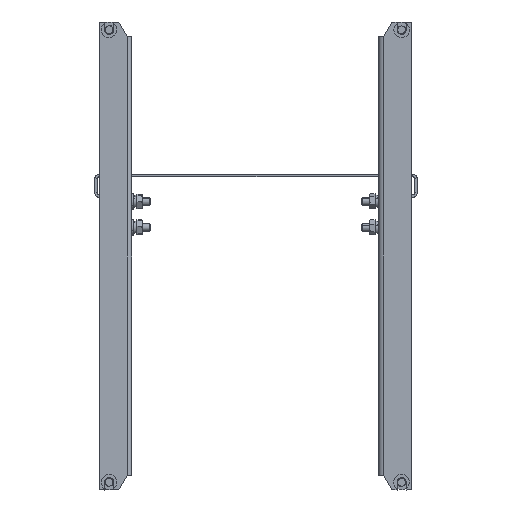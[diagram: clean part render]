
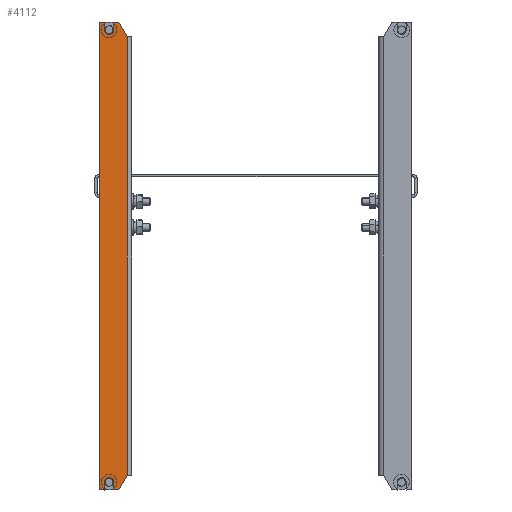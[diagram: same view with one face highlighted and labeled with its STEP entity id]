
A CAD part, left-side view. The second image highlights one B-rep face of the part: STEP entity #4112.
In plain terms, the highlighted face is planar.
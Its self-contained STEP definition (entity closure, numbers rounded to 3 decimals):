
#185 = VECTOR ( 'NONE', #573, 1000. ) ;
#220 = CARTESIAN_POINT ( 'NONE',  ( -174., 1.5, -2. ) ) ;
#271 = DIRECTION ( 'NONE',  ( 1., 0., 0. ) ) ;
#305 = EDGE_CURVE ( 'NONE', #1933, #1806, #2065, .T. ) ;
#366 = VECTOR ( 'NONE', #4653, 1000. ) ;
#410 = DIRECTION ( 'NONE',  ( -1., 0., 0. ) ) ;
#487 = VECTOR ( 'NONE', #3226, 1000. ) ;
#520 = CARTESIAN_POINT ( 'NONE',  ( 0., 1.5, -2. ) ) ;
#550 = PLANE ( 'NONE',  #2877 ) ;
#573 = DIRECTION ( 'NONE',  ( -0.866, 0.5, 0. ) ) ;
#605 = EDGE_CURVE ( 'NONE', #2490, #1217, #1182, .T. ) ;
#623 = VERTEX_POINT ( 'NONE', #9493 ) ;
#635 = VERTEX_POINT ( 'NONE', #2698 ) ;
#638 = CARTESIAN_POINT ( 'NONE',  ( 180., 8.5, -2. ) ) ;
#779 = DIRECTION ( 'NONE',  ( 0., -1., 0. ) ) ;
#829 = LINE ( 'NONE', #3919, #4266 ) ;
#869 = CARTESIAN_POINT ( 'NONE',  ( 174., 8.5, -2. ) ) ;
#972 = ORIENTED_EDGE ( 'NONE', *, *, #5483, .F. ) ;
#1182 = LINE ( 'NONE', #7965, #6770 ) ;
#1217 = VERTEX_POINT ( 'NONE', #3684 ) ;
#1239 = CARTESIAN_POINT ( 'NONE',  ( -170.5, 5., -2. ) ) ;
#1264 = ORIENTED_EDGE ( 'NONE', *, *, #2276, .T. ) ;
#1318 = EDGE_CURVE ( 'NONE', #1806, #5179, #2205, .T. ) ;
#1443 = CARTESIAN_POINT ( 'NONE',  ( -180., -2.5, -2. ) ) ;
#1476 = EDGE_CURVE ( 'NONE', #8182, #3661, #1491, .T. ) ;
#1491 = LINE ( 'NONE', #1443, #185 ) ;
#1645 = CARTESIAN_POINT ( 'NONE',  ( -168.75, -9., -2. ) ) ;
#1661 = LINE ( 'NONE', #8402, #366 ) ;
#1673 = EDGE_CURVE ( 'NONE', #3661, #6464, #6853, .T. ) ;
#1711 = ORIENTED_EDGE ( 'NONE', *, *, #305, .T. ) ;
#1806 = VERTEX_POINT ( 'NONE', #9396 ) ;
#1933 = VERTEX_POINT ( 'NONE', #1239 ) ;
#1972 = ORIENTED_EDGE ( 'NONE', *, *, #6367, .T. ) ;
#2065 = CIRCLE ( 'NONE', #5344, 3.5 ) ;
#2125 = CARTESIAN_POINT ( 'NONE',  ( 168.75, -9., -2. ) ) ;
#2205 = LINE ( 'NONE', #2349, #5051 ) ;
#2276 = EDGE_CURVE ( 'NONE', #6477, #9185, #3274, .T. ) ;
#2349 = CARTESIAN_POINT ( 'NONE',  ( 0., 8.5, -2. ) ) ;
#2415 = VECTOR ( 'NONE', #3847, 1000. ) ;
#2453 = CARTESIAN_POINT ( 'NONE',  ( 182., 8.5, -2. ) ) ;
#2490 = VERTEX_POINT ( 'NONE', #3621 ) ;
#2534 = ORIENTED_EDGE ( 'NONE', *, *, #9164, .T. ) ;
#2696 = CARTESIAN_POINT ( 'NONE',  ( 180., -2.5, -2. ) ) ;
#2698 = CARTESIAN_POINT ( 'NONE',  ( 168.75, -9., -2. ) ) ;
#2786 = AXIS2_PLACEMENT_3D ( 'NONE', #4640, #6820, #271 ) ;
#2877 = AXIS2_PLACEMENT_3D ( 'NONE', #3486, #4322, #8164 ) ;
#2932 = EDGE_CURVE ( 'NONE', #6464, #7108, #6418, .T. ) ;
#3026 = VECTOR ( 'NONE', #7256, 1000. ) ;
#3226 = DIRECTION ( 'NONE',  ( 0., -1., 0. ) ) ;
#3274 = LINE ( 'NONE', #2453, #8230 ) ;
#3303 = ORIENTED_EDGE ( 'NONE', *, *, #4264, .T. ) ;
#3485 = DIRECTION ( 'NONE',  ( -1., 0., 0. ) ) ;
#3486 = CARTESIAN_POINT ( 'NONE',  ( 0., 0., -2. ) ) ;
#3621 = CARTESIAN_POINT ( 'NONE',  ( 174., 1.5, -2. ) ) ;
#3661 = VERTEX_POINT ( 'NONE', #9551 ) ;
#3684 = CARTESIAN_POINT ( 'NONE',  ( 180., 1.5, -2. ) ) ;
#3847 = DIRECTION ( 'NONE',  ( 0., 1., 0. ) ) ;
#3874 = ORIENTED_EDGE ( 'NONE', *, *, #7381, .T. ) ;
#3882 = DIRECTION ( 'NONE',  ( 1., 0., 0. ) ) ;
#3919 = CARTESIAN_POINT ( 'NONE',  ( -180., 12.5, -2. ) ) ;
#3928 = VECTOR ( 'NONE', #3485, 1000. ) ;
#3964 = LINE ( 'NONE', #6980, #487 ) ;
#4112 = ADVANCED_FACE ( 'NONE', ( #5108 ), #550, .F. ) ;
#4161 = CARTESIAN_POINT ( 'NONE',  ( -180., 12.5, -2. ) ) ;
#4164 = DIRECTION ( 'NONE',  ( 1., 0., 0. ) ) ;
#4207 = EDGE_LOOP ( 'NONE', ( #1264, #9263, #4391, #7503, #3303, #1972, #5249, #8443, #6861, #2534, #1711, #7880, #3874, #972, #8454 ) ) ;
#4250 = EDGE_CURVE ( 'NONE', #623, #6477, #6086, .T. ) ;
#4264 = EDGE_CURVE ( 'NONE', #6406, #635, #1661, .T. ) ;
#4266 = VECTOR ( 'NONE', #6190, 1000. ) ;
#4322 = DIRECTION ( 'NONE',  ( 0., 0., 1. ) ) ;
#4354 = CIRCLE ( 'NONE', #2786, 3.5 ) ;
#4391 = ORIENTED_EDGE ( 'NONE', *, *, #605, .T. ) ;
#4640 = CARTESIAN_POINT ( 'NONE',  ( -174., 5., -2. ) ) ;
#4653 = DIRECTION ( 'NONE',  ( -0.866, -0.5, 0. ) ) ;
#5051 = VECTOR ( 'NONE', #8133, 1000. ) ;
#5108 = FACE_OUTER_BOUND ( 'NONE', #4207, .T. ) ;
#5153 = LINE ( 'NONE', #2125, #3928 ) ;
#5179 = VERTEX_POINT ( 'NONE', #6894 ) ;
#5249 = ORIENTED_EDGE ( 'NONE', *, *, #1476, .T. ) ;
#5344 = AXIS2_PLACEMENT_3D ( 'NONE', #5450, #7525, #3882 ) ;
#5450 = CARTESIAN_POINT ( 'NONE',  ( -174., 5., -2. ) ) ;
#5483 = EDGE_CURVE ( 'NONE', #623, #6364, #5670, .T. ) ;
#5533 = VECTOR ( 'NONE', #779, 1000. ) ;
#5611 = DIRECTION ( 'NONE',  ( 0., 0., 1. ) ) ;
#5670 = LINE ( 'NONE', #8683, #6681 ) ;
#6086 = LINE ( 'NONE', #6879, #5533 ) ;
#6190 = DIRECTION ( 'NONE',  ( 0., 1., 0. ) ) ;
#6364 = VERTEX_POINT ( 'NONE', #4161 ) ;
#6367 = EDGE_CURVE ( 'NONE', #635, #8182, #5153, .T. ) ;
#6406 = VERTEX_POINT ( 'NONE', #2696 ) ;
#6418 = LINE ( 'NONE', #520, #3026 ) ;
#6464 = VERTEX_POINT ( 'NONE', #7223 ) ;
#6477 = VERTEX_POINT ( 'NONE', #638 ) ;
#6681 = VECTOR ( 'NONE', #7948, 1000. ) ;
#6712 = CIRCLE ( 'NONE', #8124, 3.5 ) ;
#6718 = EDGE_CURVE ( 'NONE', #1217, #6406, #3964, .T. ) ;
#6770 = VECTOR ( 'NONE', #4164, 1000. ) ;
#6820 = DIRECTION ( 'NONE',  ( 0., 0., 1. ) ) ;
#6853 = LINE ( 'NONE', #7587, #2415 ) ;
#6861 = ORIENTED_EDGE ( 'NONE', *, *, #2932, .T. ) ;
#6879 = CARTESIAN_POINT ( 'NONE',  ( 180., 12.5, -2. ) ) ;
#6894 = CARTESIAN_POINT ( 'NONE',  ( -180., 8.5, -2. ) ) ;
#6980 = CARTESIAN_POINT ( 'NONE',  ( 180., 12.5, -2. ) ) ;
#7070 = DIRECTION ( 'NONE',  ( -1., 0., 0. ) ) ;
#7108 = VERTEX_POINT ( 'NONE', #220 ) ;
#7223 = CARTESIAN_POINT ( 'NONE',  ( -180., 1.5, -2. ) ) ;
#7256 = DIRECTION ( 'NONE',  ( 1., 0., 0. ) ) ;
#7381 = EDGE_CURVE ( 'NONE', #5179, #6364, #829, .T. ) ;
#7503 = ORIENTED_EDGE ( 'NONE', *, *, #6718, .T. ) ;
#7525 = DIRECTION ( 'NONE',  ( 0., 0., 1. ) ) ;
#7587 = CARTESIAN_POINT ( 'NONE',  ( -180., 12.5, -2. ) ) ;
#7880 = ORIENTED_EDGE ( 'NONE', *, *, #1318, .T. ) ;
#7883 = CARTESIAN_POINT ( 'NONE',  ( 174., 5., -2. ) ) ;
#7948 = DIRECTION ( 'NONE',  ( -1., 0., 0. ) ) ;
#7965 = CARTESIAN_POINT ( 'NONE',  ( 182., 1.5, -2. ) ) ;
#8124 = AXIS2_PLACEMENT_3D ( 'NONE', #7883, #5611, #410 ) ;
#8133 = DIRECTION ( 'NONE',  ( -1., 0., 0. ) ) ;
#8164 = DIRECTION ( 'NONE',  ( 1., 0., 0. ) ) ;
#8182 = VERTEX_POINT ( 'NONE', #1645 ) ;
#8230 = VECTOR ( 'NONE', #7070, 1000. ) ;
#8402 = CARTESIAN_POINT ( 'NONE',  ( 180., -2.5, -2. ) ) ;
#8443 = ORIENTED_EDGE ( 'NONE', *, *, #1673, .T. ) ;
#8454 = ORIENTED_EDGE ( 'NONE', *, *, #4250, .T. ) ;
#8683 = CARTESIAN_POINT ( 'NONE',  ( -168.75, 12.5, -2. ) ) ;
#9164 = EDGE_CURVE ( 'NONE', #7108, #1933, #4354, .T. ) ;
#9185 = VERTEX_POINT ( 'NONE', #869 ) ;
#9246 = EDGE_CURVE ( 'NONE', #9185, #2490, #6712, .T. ) ;
#9263 = ORIENTED_EDGE ( 'NONE', *, *, #9246, .T. ) ;
#9396 = CARTESIAN_POINT ( 'NONE',  ( -174., 8.5, -2. ) ) ;
#9493 = CARTESIAN_POINT ( 'NONE',  ( 180., 12.5, -2. ) ) ;
#9551 = CARTESIAN_POINT ( 'NONE',  ( -180., -2.5, -2. ) ) ;
